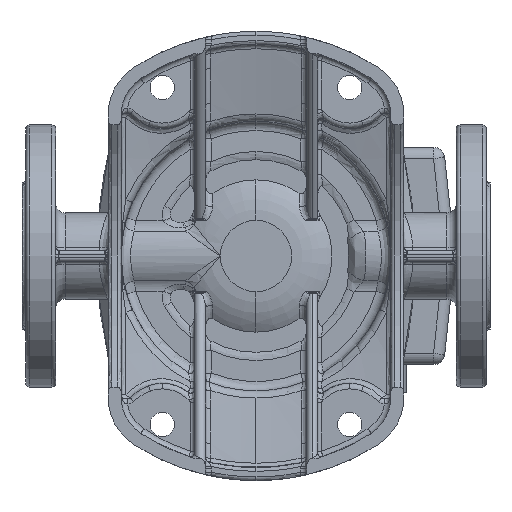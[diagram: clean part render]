
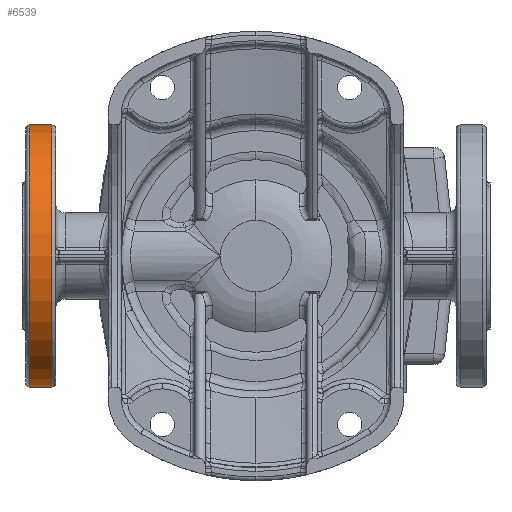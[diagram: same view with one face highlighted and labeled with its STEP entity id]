
A CAD part, front view. The second image highlights one B-rep face of the part: STEP entity #6539.
In plain terms, the highlighted cylindrical face has radius 70 mm (diameter 140 mm), a partial arc.
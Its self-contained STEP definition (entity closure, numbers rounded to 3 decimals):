
#1369 = ORIENTED_EDGE ( 'NONE', *, *, #15954, .T. ) ;
#3019 = EDGE_CURVE ( 'NONE', #52610, #63099, #13990, .T. ) ;
#3530 = DIRECTION ( 'NONE',  ( -1., 0., 0. ) ) ;
#6105 = CARTESIAN_POINT ( 'NONE',  ( -121., 75., 0. ) ) ;
#6539 = ADVANCED_FACE ( 'NONE', ( #8970 ), #52125, .T. ) ;
#7001 = AXIS2_PLACEMENT_3D ( 'NONE', #13542, #3530, #13877 ) ;
#7275 = ORIENTED_EDGE ( 'NONE', *, *, #28657, .T. ) ;
#7607 = CARTESIAN_POINT ( 'NONE',  ( -158.478, 75., 70. ) ) ;
#8970 = FACE_OUTER_BOUND ( 'NONE', #60667, .T. ) ;
#9541 = VERTEX_POINT ( 'NONE', #33989 ) ;
#13116 = DIRECTION ( 'NONE',  ( -1., 0., 0. ) ) ;
#13542 = CARTESIAN_POINT ( 'NONE',  ( -109., 75., 0. ) ) ;
#13877 = DIRECTION ( 'NONE',  ( 0., 0., 1. ) ) ;
#13990 = LINE ( 'NONE', #40209, #47548 ) ;
#15954 = EDGE_CURVE ( 'NONE', #52610, #9541, #44434, .T. ) ;
#16772 = DIRECTION ( 'NONE',  ( 1., 0., 0. ) ) ;
#19517 = ORIENTED_EDGE ( 'NONE', *, *, #3019, .F. ) ;
#19747 = CIRCLE ( 'NONE', #28557, 70. ) ;
#24807 = DIRECTION ( 'NONE',  ( 0., 0., 1. ) ) ;
#25212 = CARTESIAN_POINT ( 'NONE',  ( -121., 75., -70. ) ) ;
#25844 = DIRECTION ( 'NONE',  ( -1., 0., 0. ) ) ;
#28557 = AXIS2_PLACEMENT_3D ( 'NONE', #6105, #16772, #37832 ) ;
#28657 = EDGE_CURVE ( 'NONE', #59164, #63099, #19747, .T. ) ;
#31058 = CARTESIAN_POINT ( 'NONE',  ( -158.478, 75., 0. ) ) ;
#31639 = VECTOR ( 'NONE', #13116, 1000. ) ;
#33989 = CARTESIAN_POINT ( 'NONE',  ( -109., 75., 70. ) ) ;
#35303 = ORIENTED_EDGE ( 'NONE', *, *, #60835, .T. ) ;
#37832 = DIRECTION ( 'NONE',  ( 0., 0., 1. ) ) ;
#40209 = CARTESIAN_POINT ( 'NONE',  ( -158.478, 75., -70. ) ) ;
#42328 = AXIS2_PLACEMENT_3D ( 'NONE', #31058, #25844, #24807 ) ;
#44434 = CIRCLE ( 'NONE', #7001, 70. ) ;
#45209 = LINE ( 'NONE', #7607, #31639 ) ;
#47548 = VECTOR ( 'NONE', #51267, 1000. ) ;
#51014 = CARTESIAN_POINT ( 'NONE',  ( -109., 75., -70. ) ) ;
#51267 = DIRECTION ( 'NONE',  ( -1., 0., 0. ) ) ;
#52125 = CYLINDRICAL_SURFACE ( 'NONE', #42328, 70. ) ;
#52610 = VERTEX_POINT ( 'NONE', #51014 ) ;
#57272 = CARTESIAN_POINT ( 'NONE',  ( -121., 75., 70. ) ) ;
#59164 = VERTEX_POINT ( 'NONE', #57272 ) ;
#60667 = EDGE_LOOP ( 'NONE', ( #19517, #1369, #35303, #7275 ) ) ;
#60835 = EDGE_CURVE ( 'NONE', #9541, #59164, #45209, .T. ) ;
#63099 = VERTEX_POINT ( 'NONE', #25212 ) ;
